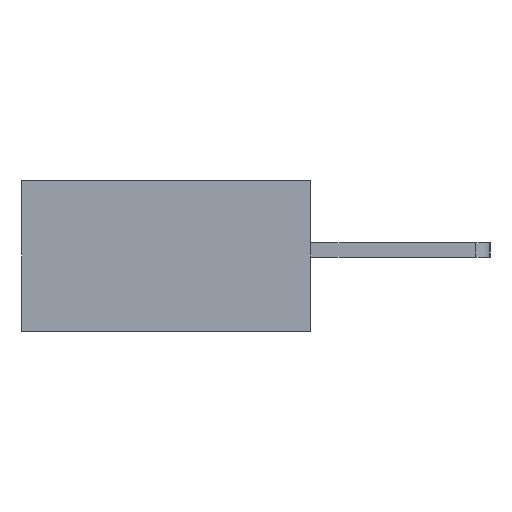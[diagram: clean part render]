
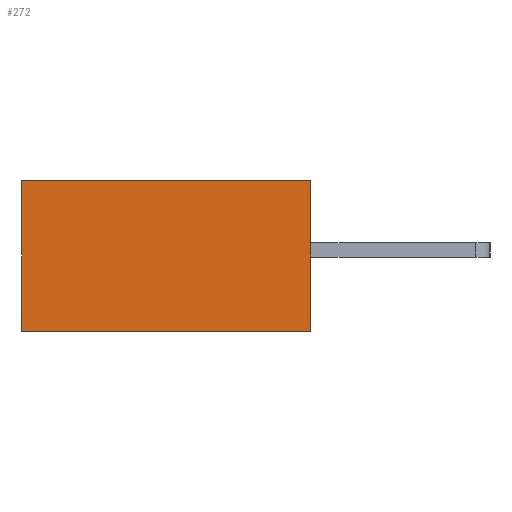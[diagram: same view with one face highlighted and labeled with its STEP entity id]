
A CAD part, left-side view. The second image highlights one B-rep face of the part: STEP entity #272.
In plain terms, the highlighted planar face has unit normal (-1, 0, 0).
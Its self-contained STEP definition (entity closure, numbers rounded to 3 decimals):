
#208=CARTESIAN_POINT('',(0.,2.5,-1.3));
#209=DIRECTION('',(0.,0.,1.));
#210=DIRECTION('',(-1.,0.,0.));
#211=AXIS2_PLACEMENT_3D('',#208,#210,#209);
#212=PLANE('',#211);
#213=CARTESIAN_POINT('',(0.,5.,0.));
#214=VERTEX_POINT('',#213);
#215=CARTESIAN_POINT('',(0.,0.4,0.));
#216=VERTEX_POINT('',#215);
#217=CARTESIAN_POINT('',(0.,5.,0.));
#218=CARTESIAN_POINT('',(0.,4.08,0.));
#219=CARTESIAN_POINT('',(0.,3.16,0.));
#220=CARTESIAN_POINT('',(0.,2.24,0.));
#221=CARTESIAN_POINT('',(0.,1.32,0.));
#222=CARTESIAN_POINT('',(0.,0.4,0.));
#223=B_SPLINE_CURVE_WITH_KNOTS('',5,(#217,#218,#219,#220,#221,#222),.UNSPECIFIED.,.F.,.U.,(6,6),(0.,4.6),.UNSPECIFIED.);
#224=EDGE_CURVE('',#214,#216,#223,.T.);
#225=ORIENTED_EDGE('',*,*,#224,.F.);
#226=CARTESIAN_POINT('',(0.,5.,-2.6));
#227=VERTEX_POINT('',#226);
#228=CARTESIAN_POINT('',(0.,5.,0.));
#229=CARTESIAN_POINT('',(0.,5.,-0.52));
#230=CARTESIAN_POINT('',(0.,5.,-1.04));
#231=CARTESIAN_POINT('',(0.,5.,-1.56));
#232=CARTESIAN_POINT('',(0.,5.,-2.08));
#233=CARTESIAN_POINT('',(0.,5.,-2.6));
#234=B_SPLINE_CURVE_WITH_KNOTS('',5,(#228,#229,#230,#231,#232,#233),.UNSPECIFIED.,.F.,.U.,(6,6),(0.,2.6),.UNSPECIFIED.);
#235=EDGE_CURVE('',#214,#227,#234,.T.);
#236=ORIENTED_EDGE('',*,*,#235,.T.);
#237=CARTESIAN_POINT('',(0.,0.4,-2.6));
#238=VERTEX_POINT('',#237);
#239=CARTESIAN_POINT('',(0.,0.4,-2.6));
#240=CARTESIAN_POINT('',(0.,1.32,-2.6));
#241=CARTESIAN_POINT('',(0.,2.24,-2.6));
#242=CARTESIAN_POINT('',(0.,3.16,-2.6));
#243=CARTESIAN_POINT('',(0.,4.08,-2.6));
#244=CARTESIAN_POINT('',(0.,5.,-2.6));
#245=B_SPLINE_CURVE_WITH_KNOTS('',5,(#239,#240,#241,#242,#243,#244),.UNSPECIFIED.,.F.,.U.,(6,6),(0.,4.6),.UNSPECIFIED.);
#246=EDGE_CURVE('',#238,#227,#245,.T.);
#247=ORIENTED_EDGE('',*,*,#246,.F.);
#248=CARTESIAN_POINT('',(0.,0.,-2.6));
#249=VERTEX_POINT('',#248);
#250=CARTESIAN_POINT('',(0.,0.,-2.6));
#251=DIRECTION('',(0.,1.,0.));
#252=VECTOR('',#251,0.4);
#253=LINE('',#250,#252);
#254=EDGE_CURVE('',#249,#238,#253,.T.);
#255=ORIENTED_EDGE('',*,*,#254,.F.);
#256=CARTESIAN_POINT('',(0.,0.,0.));
#257=VERTEX_POINT('',#256);
#258=CARTESIAN_POINT('',(0.,0.,0.));
#259=DIRECTION('',(0.,0.,-1.));
#260=VECTOR('',#259,2.6);
#261=LINE('',#258,#260);
#262=EDGE_CURVE('',#257,#249,#261,.T.);
#263=ORIENTED_EDGE('',*,*,#262,.F.);
#264=CARTESIAN_POINT('',(0.,0.,0.));
#265=DIRECTION('',(0.,1.,0.));
#266=VECTOR('',#265,0.4);
#267=LINE('',#264,#266);
#268=EDGE_CURVE('',#257,#216,#267,.T.);
#269=ORIENTED_EDGE('',*,*,#268,.T.);
#270=EDGE_LOOP('',(#225,#236,#247,#255,#263,#269));
#271=FACE_OUTER_BOUND('',#270,.T.);
#272=ADVANCED_FACE('',(#271),#212,.T.);
